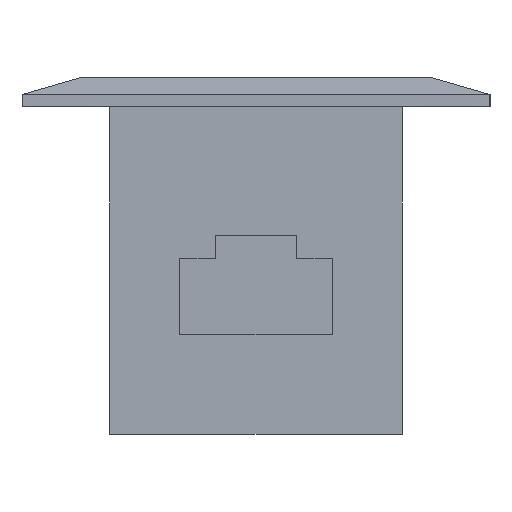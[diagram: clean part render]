
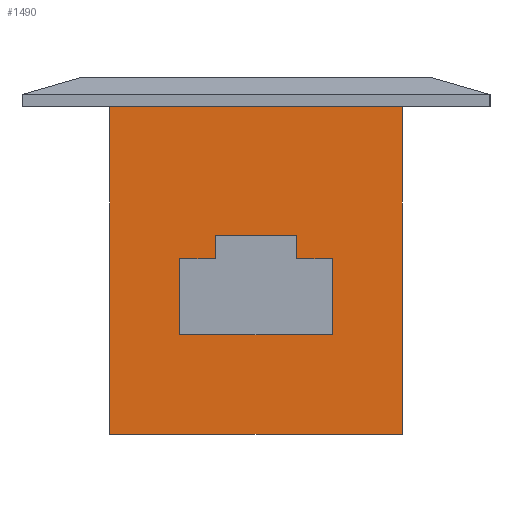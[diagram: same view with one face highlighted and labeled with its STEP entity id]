
A CAD part, left-side view. The second image highlights one B-rep face of the part: STEP entity #1490.
In plain terms, the highlighted planar face has unit normal (-1, 0, 0).
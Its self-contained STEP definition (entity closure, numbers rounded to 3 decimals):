
#34=FACE_BOUND('',#282,.T.);
#82=PLANE('',#1678);
#188=FACE_OUTER_BOUND('',#281,.T.);
#281=EDGE_LOOP('',(#1273,#1274,#1275,#1276));
#282=EDGE_LOOP('',(#1277,#1278,#1279,#1280,#1281,#1282,#1283,#1284));
#383=LINE('',#2327,#551);
#387=LINE('',#2334,#555);
#390=LINE('',#2340,#558);
#393=LINE('',#2346,#561);
#396=LINE('',#2352,#564);
#399=LINE('',#2358,#567);
#402=LINE('',#2364,#570);
#404=LINE('',#2367,#572);
#417=LINE('',#2397,#585);
#425=LINE('',#2412,#593);
#426=LINE('',#2415,#594);
#427=LINE('',#2416,#595);
#551=VECTOR('',#1918,10.);
#555=VECTOR('',#1924,10.);
#558=VECTOR('',#1929,10.);
#561=VECTOR('',#1934,10.);
#564=VECTOR('',#1939,10.);
#567=VECTOR('',#1944,10.);
#570=VECTOR('',#1949,10.);
#572=VECTOR('',#1953,10.);
#585=VECTOR('',#1980,10.);
#593=VECTOR('',#1992,10.);
#594=VECTOR('',#1995,10.);
#595=VECTOR('',#1996,10.);
#749=VERTEX_POINT('',#2324);
#750=VERTEX_POINT('',#2326);
#752=VERTEX_POINT('',#2332);
#754=VERTEX_POINT('',#2338);
#756=VERTEX_POINT('',#2344);
#758=VERTEX_POINT('',#2350);
#760=VERTEX_POINT('',#2356);
#762=VERTEX_POINT('',#2362);
#771=VERTEX_POINT('',#2395);
#772=VERTEX_POINT('',#2396);
#777=VERTEX_POINT('',#2410);
#778=VERTEX_POINT('',#2414);
#911=EDGE_CURVE('',#750,#749,#383,.T.);
#915=EDGE_CURVE('',#749,#752,#387,.T.);
#918=EDGE_CURVE('',#752,#754,#390,.T.);
#921=EDGE_CURVE('',#754,#756,#393,.T.);
#924=EDGE_CURVE('',#756,#758,#396,.T.);
#927=EDGE_CURVE('',#758,#760,#399,.T.);
#930=EDGE_CURVE('',#760,#762,#402,.T.);
#932=EDGE_CURVE('',#762,#750,#404,.T.);
#945=EDGE_CURVE('',#771,#772,#417,.T.);
#953=EDGE_CURVE('',#777,#772,#425,.T.);
#954=EDGE_CURVE('',#777,#778,#426,.T.);
#955=EDGE_CURVE('',#771,#778,#427,.T.);
#1273=ORIENTED_EDGE('',*,*,#954,.T.);
#1274=ORIENTED_EDGE('',*,*,#955,.F.);
#1275=ORIENTED_EDGE('',*,*,#945,.T.);
#1276=ORIENTED_EDGE('',*,*,#953,.F.);
#1277=ORIENTED_EDGE('',*,*,#911,.T.);
#1278=ORIENTED_EDGE('',*,*,#915,.T.);
#1279=ORIENTED_EDGE('',*,*,#918,.T.);
#1280=ORIENTED_EDGE('',*,*,#921,.T.);
#1281=ORIENTED_EDGE('',*,*,#924,.T.);
#1282=ORIENTED_EDGE('',*,*,#927,.T.);
#1283=ORIENTED_EDGE('',*,*,#930,.T.);
#1284=ORIENTED_EDGE('',*,*,#932,.T.);
#1490=ADVANCED_FACE('',(#188,#34),#82,.T.);
#1678=AXIS2_PLACEMENT_3D('',#2413,#1993,#1994);
#1918=DIRECTION('',(0.,-1.,0.));
#1924=DIRECTION('',(0.,0.,1.));
#1929=DIRECTION('',(0.,-1.,0.));
#1934=DIRECTION('',(0.,0.,-1.));
#1939=DIRECTION('',(0.,-1.,0.));
#1944=DIRECTION('',(0.,0.,-1.));
#1949=DIRECTION('',(0.,1.,0.));
#1953=DIRECTION('',(0.,0.,1.));
#1980=DIRECTION('',(0.,-1.,0.));
#1992=DIRECTION('',(0.,0.,-1.));
#1993=DIRECTION('center_axis',(-1.,0.,0.));
#1994=DIRECTION('ref_axis',(0.,0.,1.));
#1995=DIRECTION('',(0.,1.,0.));
#1996=DIRECTION('',(0.,0.,1.));
#2324=CARTESIAN_POINT('',(-60.,7.,2.));
#2326=CARTESIAN_POINT('',(-60.,13.,2.));
#2327=CARTESIAN_POINT('',(-60.,-6.,2.));
#2332=CARTESIAN_POINT('',(-60.,7.,6.));
#2334=CARTESIAN_POINT('',(-60.,7.,1.));
#2338=CARTESIAN_POINT('',(-60.,-7.,6.));
#2340=CARTESIAN_POINT('',(-60.,-9.,6.));
#2344=CARTESIAN_POINT('',(-60.,-7.,2.));
#2346=CARTESIAN_POINT('',(-60.,-7.,3.));
#2350=CARTESIAN_POINT('',(-60.,-13.,2.));
#2352=CARTESIAN_POINT('',(-60.,-16.,2.));
#2356=CARTESIAN_POINT('',(-60.,-13.,-11.));
#2358=CARTESIAN_POINT('',(-60.,-13.,1.));
#2362=CARTESIAN_POINT('',(-60.,13.,-11.));
#2364=CARTESIAN_POINT('',(-60.,-19.,-11.));
#2367=CARTESIAN_POINT('',(-60.,13.,-5.5));
#2395=CARTESIAN_POINT('',(-60.,25.,-28.));
#2396=CARTESIAN_POINT('',(-60.,-25.,-28.));
#2397=CARTESIAN_POINT('',(-60.,-25.,-28.));
#2410=CARTESIAN_POINT('',(-60.,-25.,28.));
#2412=CARTESIAN_POINT('',(-60.,-25.,0.));
#2413=CARTESIAN_POINT('Origin',(-60.,-25.,0.));
#2414=CARTESIAN_POINT('',(-60.,25.,28.));
#2415=CARTESIAN_POINT('',(-60.,-25.,28.));
#2416=CARTESIAN_POINT('',(-60.,25.,0.));
